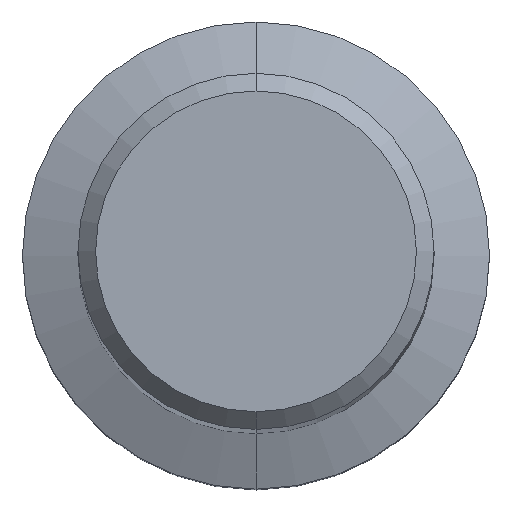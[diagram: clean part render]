
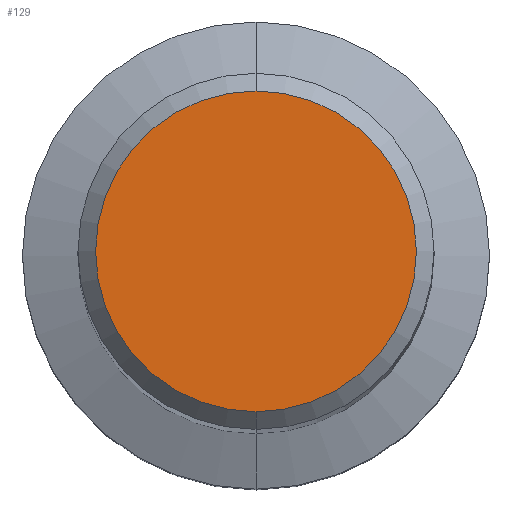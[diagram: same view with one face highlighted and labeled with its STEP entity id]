
A CAD part, top view. The second image highlights one B-rep face of the part: STEP entity #129.
In plain terms, the highlighted planar face has unit normal (0, 0, 1).
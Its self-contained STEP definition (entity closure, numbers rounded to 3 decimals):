
#129=ADVANCED_FACE('',(#328),#329,.T.);
#191=EDGE_CURVE('',#209,#277,#398,.T.);
#209=VERTEX_POINT('',#420);
#277=VERTEX_POINT('',#499);
#287=EDGE_CURVE('',#277,#209,#510,.T.);
#328=FACE_OUTER_BOUND('',#543,.T.);
#329=PLANE('',#544);
#398=CIRCLE('',#636,5.45);
#420=CARTESIAN_POINT('',(0.,-5.45,0.0));
#499=CARTESIAN_POINT('',(0.0,5.45,0.0));
#510=CIRCLE('',#777,5.45);
#543=EDGE_LOOP('',(#800,#801));
#544=AXIS2_PLACEMENT_3D('',#802,#803,#804);
#636=AXIS2_PLACEMENT_3D('',#892,#893,#894);
#777=AXIS2_PLACEMENT_3D('',#1052,#1053,#1054);
#800=ORIENTED_EDGE('',*,*,#287,.F.);
#801=ORIENTED_EDGE('',*,*,#191,.F.);
#802=CARTESIAN_POINT('',(0.0,2.725,0.0));
#803=DIRECTION('',(-0.0,0.0,1.0));
#804=DIRECTION('',(0.0,-1.0,0.0));
#892=CARTESIAN_POINT('',(0.0,0.0,0.0));
#893=DIRECTION('',(0.0,0.0,-1.0));
#894=DIRECTION('',(0.0,1.0,0.0));
#1052=CARTESIAN_POINT('',(0.0,0.0,0.0));
#1053=DIRECTION('',(0.0,0.0,-1.0));
#1054=DIRECTION('',(0.0,1.0,0.0));
